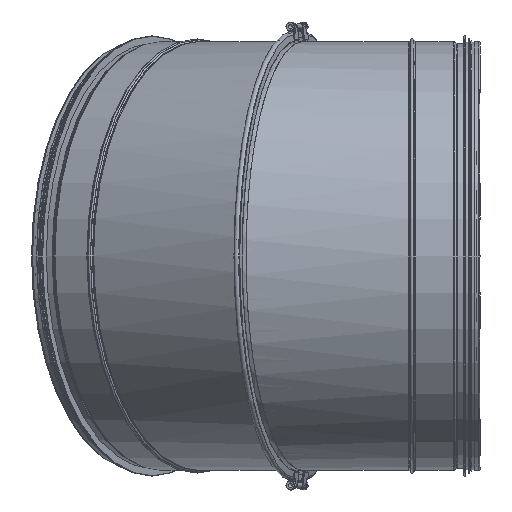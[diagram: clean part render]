
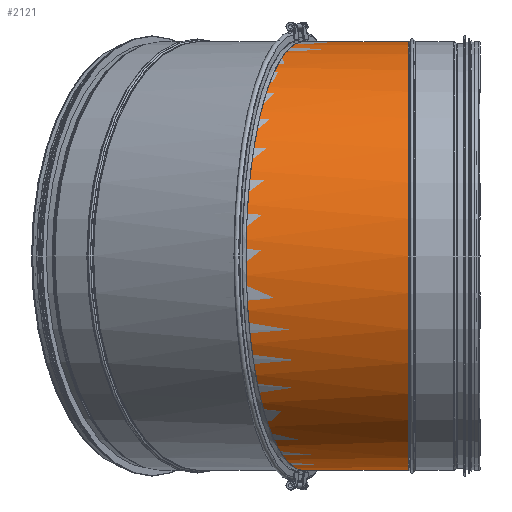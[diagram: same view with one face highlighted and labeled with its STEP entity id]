
A CAD part, left-side view. The second image highlights one B-rep face of the part: STEP entity #2121.
In plain terms, the highlighted cylindrical face has radius 199.4 mm (diameter 398.8 mm), a full revolution.
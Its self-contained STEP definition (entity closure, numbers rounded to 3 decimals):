
#722=CARTESIAN_POINT('',(199.4,111.142,0.0));
#723=VERTEX_POINT('',#722);
#731=CARTESIAN_POINT('',(199.4,111.142,-0.003));
#732=VERTEX_POINT('',#731);
#739=CARTESIAN_POINT('',(0.,164.571,-199.4));
#740=VERTEX_POINT('',#739);
#741=CARTESIAN_POINT('',(0.,164.571,0.0));
#742=DIRECTION('',(-0.259,-0.966,0.0));
#743=DIRECTION('',(0.966,-0.259,0.0));
#744=AXIS2_PLACEMENT_3D('',#741,#742,#743);
#745=ELLIPSE('',#744,206.434,199.4);
#746=EDGE_CURVE('',#740,#732,#745,.T.);
#748=CARTESIAN_POINT('',(0.,164.571,199.4));
#749=VERTEX_POINT('',#748);
#750=CARTESIAN_POINT('',(0.,164.571,0.0));
#751=DIRECTION('',(-0.259,-0.966,0.0));
#752=DIRECTION('',(0.966,-0.259,0.0));
#753=AXIS2_PLACEMENT_3D('',#750,#751,#752);
#754=ELLIPSE('',#753,206.434,199.4);
#755=EDGE_CURVE('',#749,#740,#754,.T.);
#757=CARTESIAN_POINT('',(0.,164.571,0.0));
#758=DIRECTION('',(-0.259,-0.966,0.0));
#759=DIRECTION('',(0.966,-0.259,0.0));
#760=AXIS2_PLACEMENT_3D('',#757,#758,#759);
#761=ELLIPSE('',#760,206.434,199.4);
#762=EDGE_CURVE('',#723,#749,#761,.T.);
#910=CARTESIAN_POINT('',(199.4,67.0,0.0));
#911=VERTEX_POINT('',#910);
#912=CARTESIAN_POINT('',(199.4,67.0,0.0));
#913=DIRECTION('',(0.0,1.0,0.0));
#914=VECTOR('',#913,44.142);
#915=LINE('',#912,#914);
#916=EDGE_CURVE('',#911,#723,#915,.T.);
#966=CARTESIAN_POINT('',(199.4,67.0,-0.003));
#967=VERTEX_POINT('',#966);
#1809=CARTESIAN_POINT('',(199.4,111.142,-0.003));
#1810=DIRECTION('',(0.0,-1.0,0.0));
#1811=VECTOR('',#1810,44.142);
#1812=LINE('',#1809,#1811);
#1813=EDGE_CURVE('',#732,#967,#1812,.T.);
#2102=CARTESIAN_POINT('',(0.0,105.19,0.0));
#2103=DIRECTION('',(0.,-1.0,0.0));
#2104=DIRECTION('',(1.0,0.0,0.0));
#2105=AXIS2_PLACEMENT_3D('',#2102,#2103,#2104);
#2106=CYLINDRICAL_SURFACE('',#2105,199.4);
#2107=ORIENTED_EDGE('',*,*,#762,.T.);
#2108=ORIENTED_EDGE('',*,*,#755,.T.);
#2109=ORIENTED_EDGE('',*,*,#746,.T.);
#2110=ORIENTED_EDGE('',*,*,#1813,.T.);
#2111=CARTESIAN_POINT('',(0.,67.,0.0));
#2112=DIRECTION('',(0.0,-1.0,0.0));
#2113=DIRECTION('',(1.0,0.0,0.0));
#2114=AXIS2_PLACEMENT_3D('',#2111,#2112,#2113);
#2115=CIRCLE('',#2114,199.4);
#2116=EDGE_CURVE('',#911,#967,#2115,.T.);
#2117=ORIENTED_EDGE('',*,*,#2116,.F.);
#2118=ORIENTED_EDGE('',*,*,#916,.T.);
#2119=EDGE_LOOP('',(#2107,#2108,#2109,#2110,#2117,#2118));
#2120=FACE_OUTER_BOUND('',#2119,.T.);
#2121=ADVANCED_FACE('',(#2120),#2106,.T.);
